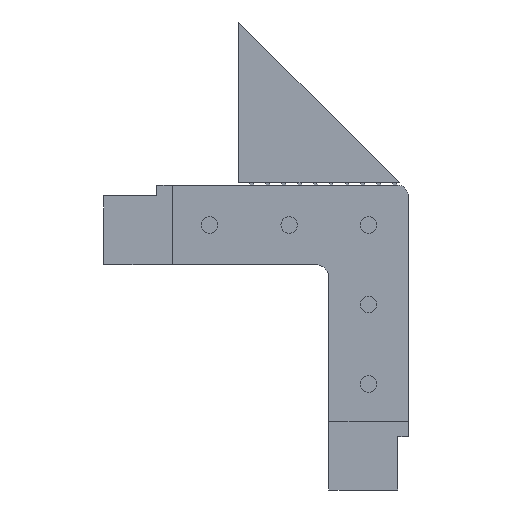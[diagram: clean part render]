
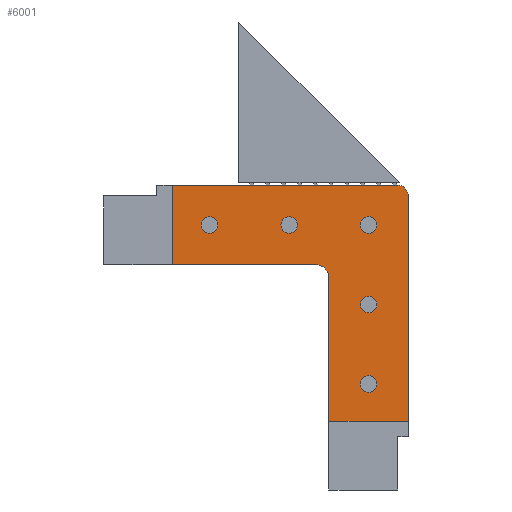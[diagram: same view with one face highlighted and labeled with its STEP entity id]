
A CAD part, front view. The second image highlights one B-rep face of the part: STEP entity #6001.
In plain terms, the highlighted planar face has unit normal (0, -1, 0).
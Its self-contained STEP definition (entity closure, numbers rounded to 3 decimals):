
#188=FACE_BOUND('',#1292,.T.);
#189=FACE_BOUND('',#1293,.T.);
#190=FACE_BOUND('',#1294,.T.);
#191=FACE_BOUND('',#1295,.T.);
#192=FACE_BOUND('',#1296,.T.);
#388=CIRCLE('',#6541,3.1);
#389=CIRCLE('',#6543,3.1);
#390=CIRCLE('',#6545,3.1);
#391=CIRCLE('',#6547,3.1);
#392=CIRCLE('',#6549,3.1);
#421=CIRCLE('',#6623,4.);
#422=CIRCLE('',#6631,5.);
#905=FACE_OUTER_BOUND('',#1291,.T.);
#1291=EDGE_LOOP('',(#5177,#5178,#5179,#5180,#5181,#5182,#5183,#5184));
#1292=EDGE_LOOP('',(#5185));
#1293=EDGE_LOOP('',(#5186));
#1294=EDGE_LOOP('',(#5187));
#1295=EDGE_LOOP('',(#5188));
#1296=EDGE_LOOP('',(#5189));
#1297=LINE('',#8380,#1816);
#1306=LINE('',#8399,#1825);
#1359=LINE('',#8539,#1878);
#1434=LINE('',#8758,#1953);
#1588=LINE('',#9093,#2107);
#1812=LINE('',#9962,#2331);
#1816=VECTOR('',#6639,10.);
#1825=VECTOR('',#6652,10.);
#1878=VECTOR('',#6759,10.);
#1953=VECTOR('',#6930,10.);
#2107=VECTOR('',#7208,10.);
#2331=VECTOR('',#8352,10.);
#2335=VERTEX_POINT('',#8378);
#2336=VERTEX_POINT('',#8379);
#2343=VERTEX_POINT('',#8397);
#2344=VERTEX_POINT('',#8398);
#2404=VERTEX_POINT('',#8538);
#2500=VERTEX_POINT('',#8756);
#2619=VERTEX_POINT('',#9092);
#2791=VERTEX_POINT('',#9845);
#2792=VERTEX_POINT('',#9849);
#2793=VERTEX_POINT('',#9853);
#2794=VERTEX_POINT('',#9857);
#2795=VERTEX_POINT('',#9861);
#2804=VERTEX_POINT('',#9958);
#2805=EDGE_CURVE('',#2335,#2336,#1297,.T.);
#2814=EDGE_CURVE('',#2343,#2344,#1306,.T.);
#2883=EDGE_CURVE('',#2335,#2404,#1359,.T.);
#2994=EDGE_CURVE('',#2500,#2344,#1434,.T.);
#3163=EDGE_CURVE('',#2343,#2619,#1588,.T.);
#3543=EDGE_CURVE('',#2791,#2791,#388,.T.);
#3545=EDGE_CURVE('',#2792,#2792,#389,.T.);
#3547=EDGE_CURVE('',#2793,#2793,#390,.T.);
#3549=EDGE_CURVE('',#2794,#2794,#391,.T.);
#3551=EDGE_CURVE('',#2795,#2795,#392,.T.);
#3593=EDGE_CURVE('',#2619,#2804,#421,.T.);
#3595=EDGE_CURVE('',#2804,#2336,#1812,.T.);
#3599=EDGE_CURVE('',#2404,#2500,#422,.T.);
#5177=ORIENTED_EDGE('',*,*,#2805,.T.);
#5178=ORIENTED_EDGE('',*,*,#3595,.F.);
#5179=ORIENTED_EDGE('',*,*,#3593,.F.);
#5180=ORIENTED_EDGE('',*,*,#3163,.F.);
#5181=ORIENTED_EDGE('',*,*,#2814,.T.);
#5182=ORIENTED_EDGE('',*,*,#2994,.F.);
#5183=ORIENTED_EDGE('',*,*,#3599,.F.);
#5184=ORIENTED_EDGE('',*,*,#2883,.F.);
#5185=ORIENTED_EDGE('',*,*,#3543,.T.);
#5186=ORIENTED_EDGE('',*,*,#3545,.T.);
#5187=ORIENTED_EDGE('',*,*,#3547,.T.);
#5188=ORIENTED_EDGE('',*,*,#3549,.T.);
#5189=ORIENTED_EDGE('',*,*,#3551,.T.);
#5320=PLANE('',#6632);
#6001=ADVANCED_FACE('',(#905,#188,#189,#190,#191,#192),#5320,.F.);
#6541=AXIS2_PLACEMENT_3D('',#9847,#8166,#8167);
#6543=AXIS2_PLACEMENT_3D('',#9851,#8171,#8172);
#6545=AXIS2_PLACEMENT_3D('',#9855,#8176,#8177);
#6547=AXIS2_PLACEMENT_3D('',#9859,#8181,#8182);
#6549=AXIS2_PLACEMENT_3D('',#9863,#8186,#8187);
#6623=AXIS2_PLACEMENT_3D('',#9959,#8347,#8348);
#6631=AXIS2_PLACEMENT_3D('',#9972,#8368,#8369);
#6632=AXIS2_PLACEMENT_3D('',#9973,#8370,#8371);
#6639=DIRECTION('',(1.,0.,0.));
#6652=DIRECTION('',(0.,0.,-1.));
#6759=DIRECTION('',(0.,0.,1.));
#6930=DIRECTION('',(-1.,0.,0.));
#7208=DIRECTION('',(1.,0.,0.));
#8166=DIRECTION('center_axis',(0.,1.,0.));
#8167=DIRECTION('ref_axis',(1.,0.,0.));
#8171=DIRECTION('center_axis',(0.,1.,0.));
#8172=DIRECTION('ref_axis',(1.,0.,0.));
#8176=DIRECTION('center_axis',(0.,1.,0.));
#8177=DIRECTION('ref_axis',(1.,0.,0.));
#8181=DIRECTION('center_axis',(0.,1.,0.));
#8182=DIRECTION('ref_axis',(1.,0.,0.));
#8186=DIRECTION('center_axis',(0.,1.,0.));
#8187=DIRECTION('ref_axis',(1.,0.,0.));
#8347=DIRECTION('center_axis',(0.,1.,0.));
#8348=DIRECTION('ref_axis',(-1.,0.,0.));
#8352=DIRECTION('',(0.,0.,-1.));
#8368=DIRECTION('center_axis',(0.,-1.,0.));
#8369=DIRECTION('ref_axis',(1.,0.,0.));
#8370=DIRECTION('center_axis',(0.,1.,0.));
#8371=DIRECTION('ref_axis',(0.,0.,1.));
#8378=CARTESIAN_POINT('',(0.,0.,-59.));
#8379=CARTESIAN_POINT('',(30.,0.,-59.));
#8380=CARTESIAN_POINT('',(13.75,0.,-59.));
#8397=CARTESIAN_POINT('',(-59.,0.,30.));
#8398=CARTESIAN_POINT('',(-59.,0.,0.));
#8399=CARTESIAN_POINT('',(-59.,0.,-1.25));
#8538=CARTESIAN_POINT('',(0.,0.,-5.));
#8539=CARTESIAN_POINT('',(0.,0.,-85.));
#8756=CARTESIAN_POINT('',(-5.,0.,0.));
#8758=CARTESIAN_POINT('',(0.,0.,0.));
#9092=CARTESIAN_POINT('',(26.,0.,30.));
#9093=CARTESIAN_POINT('',(-85.,0.,30.));
#9845=CARTESIAN_POINT('',(11.9,0.,15.));
#9847=CARTESIAN_POINT('Origin',(15.,0.,15.));
#9849=CARTESIAN_POINT('',(11.9,0.,-45.));
#9851=CARTESIAN_POINT('Origin',(15.,0.,-45.));
#9853=CARTESIAN_POINT('',(-18.1,0.,15.));
#9855=CARTESIAN_POINT('Origin',(-15.,0.,15.));
#9857=CARTESIAN_POINT('',(11.9,0.,-15.));
#9859=CARTESIAN_POINT('Origin',(15.,0.,-15.));
#9861=CARTESIAN_POINT('',(-48.1,0.,15.));
#9863=CARTESIAN_POINT('Origin',(-45.,0.,15.));
#9958=CARTESIAN_POINT('',(30.,0.,26.));
#9959=CARTESIAN_POINT('Origin',(26.,0.,26.));
#9962=CARTESIAN_POINT('',(30.,0.,30.));
#9972=CARTESIAN_POINT('Origin',(-5.,0.,-5.));
#9973=CARTESIAN_POINT('Origin',(-2.5,0.,-2.5));
